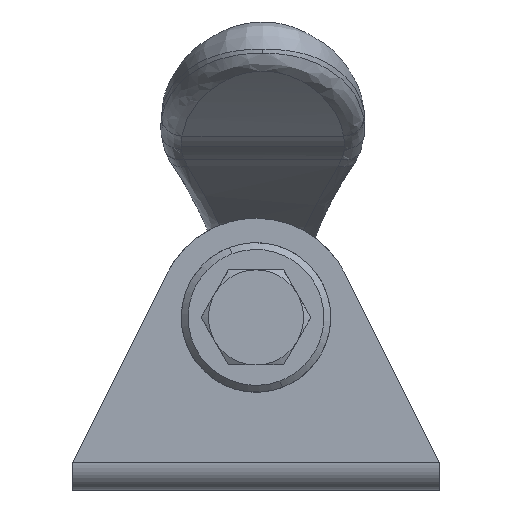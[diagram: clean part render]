
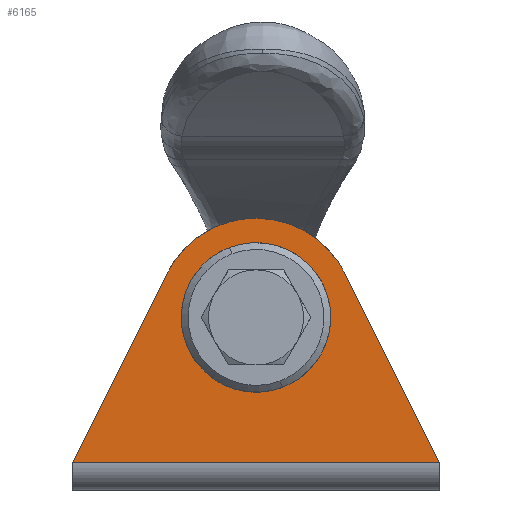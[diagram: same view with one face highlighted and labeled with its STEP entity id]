
A CAD part, front view. The second image highlights one B-rep face of the part: STEP entity #6165.
In plain terms, the highlighted planar face has unit normal (0, -1, 0).
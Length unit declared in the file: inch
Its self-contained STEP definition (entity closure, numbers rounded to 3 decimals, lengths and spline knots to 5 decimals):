
#2675=VERTEX_POINT('',#7752);
#2744=VERTEX_POINT('',#7826);
#2756=EDGE_CURVE('',#5710,#2786,#7838,.T.);
#2786=VERTEX_POINT('',#7870);
#3337=EDGE_CURVE('',#2786,#2744,#8462,.T.);
#3736=VERTEX_POINT('',#8906);
#3780=EDGE_CURVE('',#7008,#4063,#8955,.T.);
#4063=VERTEX_POINT('',#9261);
#4212=EDGE_CURVE('',#4063,#7008,#9420,.T.);
#5710=VERTEX_POINT('',#11061);
#5960=EDGE_CURVE('',#2675,#3736,#11337,.T.);
#6165=ADVANCED_FACE('',(#11561,#11562),#11563,.T.);
#6348=EDGE_CURVE('',#3736,#2744,#11766,.T.);
#6471=EDGE_CURVE('',#2675,#5710,#11904,.T.);
#7008=VERTEX_POINT('',#12488);
#7752=CARTESIAN_POINT('',(-0.25715,-0.85615,0.62836));
#7826=CARTESIAN_POINT('',(0.25715,-0.85615,0.62836));
#7838=B_SPLINE_CURVE_WITH_KNOTS('',1,(#13715,#13716),.UNSPECIFIED.,.F.,.F.,(2,2),(-0.027,0.0),.UNSPECIFIED.);
#7870=CARTESIAN_POINT('',(0.5315,-0.85615,0.07874));
#8462=LINE('',#15076,#15077);
#8906=CARTESIAN_POINT('',(0.,-0.85615,0.7874));
#8955=(B_SPLINE_CURVE(3,(#16145,#16146,#16147,#16148),.UNSPECIFIED.,.F.,.F.)B_SPLINE_CURVE_WITH_KNOTS((4,4),(-4.71239,-1.5708),.UNSPECIFIED.)RATIONAL_B_SPLINE_CURVE((1.0,0.333,0.333,1.0))BOUNDED_CURVE()REPRESENTATION_ITEM('')GEOMETRIC_REPRESENTATION_ITEM()CURVE());
#9261=CARTESIAN_POINT('',(0.,-0.85615,0.34252));
#9420=(B_SPLINE_CURVE(3,(#17177,#17178,#17179,#17180),.UNSPECIFIED.,.F.,.F.)B_SPLINE_CURVE_WITH_KNOTS((4,4),(-7.85398,-4.71239),.UNSPECIFIED.)RATIONAL_B_SPLINE_CURVE((1.0,0.333,0.333,1.0))BOUNDED_CURVE()REPRESENTATION_ITEM('')GEOMETRIC_REPRESENTATION_ITEM()CURVE());
#11061=CARTESIAN_POINT('',(-0.5315,-0.85615,0.07874));
#11337=(B_SPLINE_CURVE(3,(#22111,#22112,#22113,#22114),.UNSPECIFIED.,.F.,.F.)B_SPLINE_CURVE_WITH_KNOTS((4,4),(3.60457,4.71239),.UNSPECIFIED.)RATIONAL_B_SPLINE_CURVE((1.0,0.9,0.9,1.0))BOUNDED_CURVE()REPRESENTATION_ITEM('')GEOMETRIC_REPRESENTATION_ITEM()CURVE());
#11561=FACE_OUTER_BOUND('',#22670,.T.);
#11562=FACE_BOUND('',#22671,.T.);
#11563=PLANE('',#22672);
#11766=(B_SPLINE_CURVE(3,(#23152,#23153,#23154,#23155),.UNSPECIFIED.,.F.,.F.)B_SPLINE_CURVE_WITH_KNOTS((4,4),(4.71239,5.82021),.UNSPECIFIED.)RATIONAL_B_SPLINE_CURVE((1.0,0.9,0.9,1.0))BOUNDED_CURVE()REPRESENTATION_ITEM('')GEOMETRIC_REPRESENTATION_ITEM()CURVE());
#11904=LINE('',#23343,#23344);
#12488=CARTESIAN_POINT('',(0.,-0.85615,0.65748));
#13715=CARTESIAN_POINT('',(-0.5315,-0.85615,0.07874));
#13716=CARTESIAN_POINT('',(0.5315,-0.85615,0.07874));
#15076=CARTESIAN_POINT('',(0.39496,-0.85615,0.35227));
#15077=VECTOR('',#26570,1.0);
#16145=CARTESIAN_POINT('',(0.,-0.85615,0.65748));
#16146=CARTESIAN_POINT('',(-0.31496,-0.85615,0.65748));
#16147=CARTESIAN_POINT('',(-0.31496,-0.85615,0.34252));
#16148=CARTESIAN_POINT('',(0.,-0.85615,0.34252));
#17177=CARTESIAN_POINT('',(0.,-0.85615,0.34252));
#17178=CARTESIAN_POINT('',(0.31496,-0.85615,0.34252));
#17179=CARTESIAN_POINT('',(0.31496,-0.85615,0.65748));
#17180=CARTESIAN_POINT('',(0.,-0.85615,0.65748));
#22111=CARTESIAN_POINT('',(-0.25715,-0.85615,0.62836));
#22112=CARTESIAN_POINT('',(-0.20715,-0.85615,0.72852));
#22113=CARTESIAN_POINT('',(-0.11194,-0.85615,0.7874));
#22114=CARTESIAN_POINT('',(0.,-0.85615,0.7874));
#22670=EDGE_LOOP('',(#30034,#30035,#30036,#30037,#30038));
#22671=EDGE_LOOP('',(#30039,#30040));
#22672=AXIS2_PLACEMENT_3D('',#30041,#30042,#30043);
#23152=CARTESIAN_POINT('',(0.,-0.85615,0.7874));
#23153=CARTESIAN_POINT('',(0.11194,-0.85615,0.7874));
#23154=CARTESIAN_POINT('',(0.20715,-0.85615,0.72852));
#23155=CARTESIAN_POINT('',(0.25715,-0.85615,0.62836));
#23343=CARTESIAN_POINT('',(-0.42484,-0.85615,0.2924));
#23344=VECTOR('',#30430,1.0);
#26570=DIRECTION('',(-0.447,0.,0.895));
#30034=ORIENTED_EDGE('',*,*,#6471,.T.);
#30035=ORIENTED_EDGE('',*,*,#2756,.T.);
#30036=ORIENTED_EDGE('',*,*,#3337,.T.);
#30037=ORIENTED_EDGE('',*,*,#6348,.F.);
#30038=ORIENTED_EDGE('',*,*,#5960,.F.);
#30039=ORIENTED_EDGE('',*,*,#4212,.F.);
#30040=ORIENTED_EDGE('',*,*,#3780,.F.);
#30041=CARTESIAN_POINT('',(0.53787,-0.85615,0.07874));
#30042=DIRECTION('',(0.,-1.0,0.0));
#30043=DIRECTION('',(0.0,0.0,1.0));
#30430=DIRECTION('',(-0.447,0.,-0.895));
